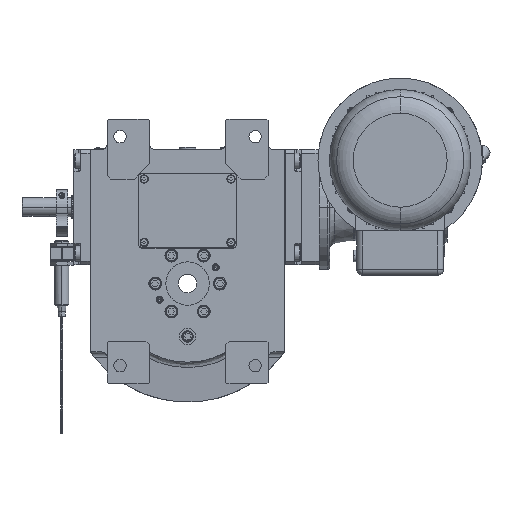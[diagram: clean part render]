
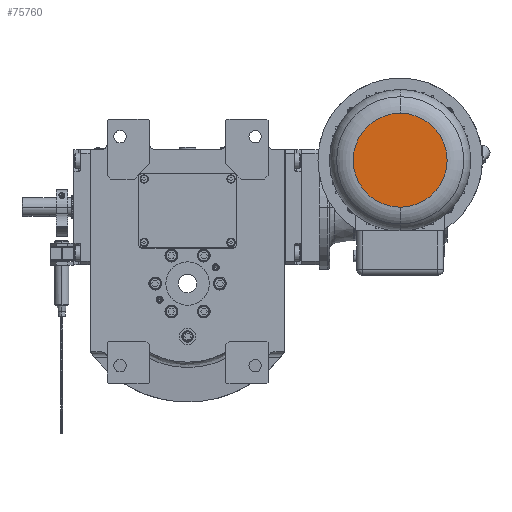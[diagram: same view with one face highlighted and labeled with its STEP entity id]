
A CAD part, front view. The second image highlights one B-rep face of the part: STEP entity #75760.
In plain terms, the highlighted face is planar.
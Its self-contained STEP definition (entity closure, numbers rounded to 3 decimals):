
#1730 = CARTESIAN_POINT ( 'NONE',  ( 0., 166.5, 0. ) ) ;
#10937 = EDGE_CURVE ( 'NONE', #105072, #42408, #116867, .T. ) ;
#20409 = DIRECTION ( 'NONE',  ( 0., 0., 1. ) ) ;
#21641 = CARTESIAN_POINT ( 'NONE',  ( 0., 166.5, 0. ) ) ;
#26496 = CARTESIAN_POINT ( 'NONE',  ( 0., 166.5, -40. ) ) ;
#26981 = AXIS2_PLACEMENT_3D ( 'NONE', #108799, #119630, #40981 ) ;
#30288 = EDGE_CURVE ( 'NONE', #42408, #105072, #106672, .T. ) ;
#33208 = ORIENTED_EDGE ( 'NONE', *, *, #10937, .T. ) ;
#37251 = AXIS2_PLACEMENT_3D ( 'NONE', #21641, #39580, #20409 ) ;
#39580 = DIRECTION ( 'NONE',  ( 0., 1., 0. ) ) ;
#40981 = DIRECTION ( 'NONE',  ( 0., 0., -1. ) ) ;
#42408 = VERTEX_POINT ( 'NONE', #121678 ) ;
#43498 = AXIS2_PLACEMENT_3D ( 'NONE', #1730, #70135, #53476 ) ;
#50341 = FACE_OUTER_BOUND ( 'NONE', #53403, .T. ) ;
#53403 = EDGE_LOOP ( 'NONE', ( #33208, #95827 ) ) ;
#53476 = DIRECTION ( 'NONE',  ( 1., 0., 0. ) ) ;
#70135 = DIRECTION ( 'NONE',  ( 0., 1., 0. ) ) ;
#75760 = ADVANCED_FACE ( 'NONE', ( #50341 ), #89352, .T. ) ;
#89352 = PLANE ( 'NONE',  #43498 ) ;
#95827 = ORIENTED_EDGE ( 'NONE', *, *, #30288, .T. ) ;
#105072 = VERTEX_POINT ( 'NONE', #26496 ) ;
#106672 = CIRCLE ( 'NONE', #37251, 40. ) ;
#108799 = CARTESIAN_POINT ( 'NONE',  ( 0., 166.5, 0. ) ) ;
#116867 = CIRCLE ( 'NONE', #26981, 40. ) ;
#119630 = DIRECTION ( 'NONE',  ( 0., 1., 0. ) ) ;
#121678 = CARTESIAN_POINT ( 'NONE',  ( 0., 166.5, 40. ) ) ;
